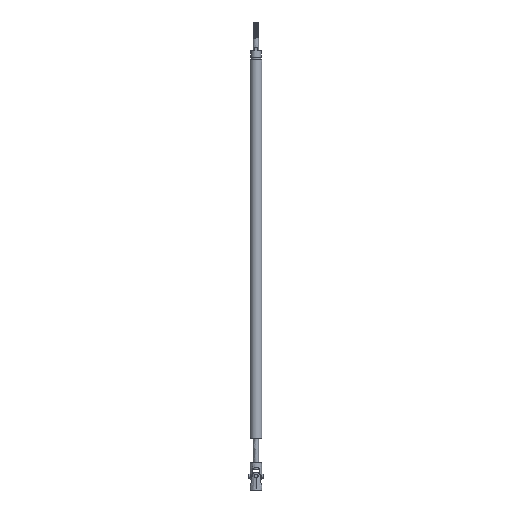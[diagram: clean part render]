
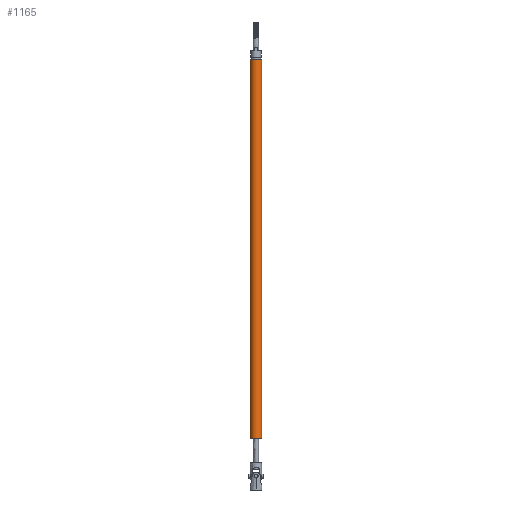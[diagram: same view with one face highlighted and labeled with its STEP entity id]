
A CAD part, front view. The second image highlights one B-rep face of the part: STEP entity #1165.
In plain terms, the highlighted free-form (B-spline) face has degree [2, 1] with [5, 2] control points.
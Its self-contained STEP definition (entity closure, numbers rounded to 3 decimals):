
#1165 = ADVANCED_FACE('',(#1166),#1202,.T.);
#1166 = FACE_BOUND('',#1167,.T.);
#1167 = EDGE_LOOP('',(#1168,#1180,#1187,#1197));
#1168 = ORIENTED_EDGE('',*,*,#1169,.F.);
#1169 = EDGE_CURVE('',#1170,#1172,#1174,.T.);
#1170 = VERTEX_POINT('',#1171);
#1171 = CARTESIAN_POINT('',(-6.429,0.,0.));
#1172 = VERTEX_POINT('',#1173);
#1173 = CARTESIAN_POINT('',(6.429,0.,0.));
#1174 = ( BOUNDED_CURVE() B_SPLINE_CURVE(2,(#1175,#1176,#1177,#1178,
#1179),.UNSPECIFIED.,.F.,.F.) B_SPLINE_CURVE_WITH_KNOTS((3,2,3),(
    3.142,4.712,6.283),
.PIECEWISE_BEZIER_KNOTS.) CURVE() GEOMETRIC_REPRESENTATION_ITEM() 
RATIONAL_B_SPLINE_CURVE((1.,0.707,1.,0.707,1.)) 
REPRESENTATION_ITEM('') );
#1175 = CARTESIAN_POINT('',(-6.429,0.,0.));
#1176 = CARTESIAN_POINT('',(-6.429,-6.429,0.));
#1177 = CARTESIAN_POINT('',(0.,-6.429,0.));
#1178 = CARTESIAN_POINT('',(6.429,-6.429,0.));
#1179 = CARTESIAN_POINT('',(6.429,0.,0.));
#1180 = ORIENTED_EDGE('',*,*,#1181,.F.);
#1181 = EDGE_CURVE('',#1182,#1170,#1184,.T.);
#1182 = VERTEX_POINT('',#1183);
#1183 = CARTESIAN_POINT('',(-6.429,0.,
    419.297));
#1184 = B_SPLINE_CURVE_WITH_KNOTS('',1,(#1185,#1186),.UNSPECIFIED.,.F.,
  .F.,(2,2),(0.,300.),.PIECEWISE_BEZIER_KNOTS.);
#1185 = CARTESIAN_POINT('',(-6.429,0.,419.297));
#1186 = CARTESIAN_POINT('',(-6.429,0.,0.));
#1187 = ORIENTED_EDGE('',*,*,#1188,.F.);
#1188 = EDGE_CURVE('',#1189,#1182,#1191,.T.);
#1189 = VERTEX_POINT('',#1190);
#1190 = CARTESIAN_POINT('',(6.429,0.,
    419.297));
#1191 = ( BOUNDED_CURVE() B_SPLINE_CURVE(2,(#1192,#1193,#1194,#1195,
#1196),.UNSPECIFIED.,.F.,.F.) B_SPLINE_CURVE_WITH_KNOTS((3,2,3),(
    0.,1.571,3.142),
.PIECEWISE_BEZIER_KNOTS.) CURVE() GEOMETRIC_REPRESENTATION_ITEM() 
RATIONAL_B_SPLINE_CURVE((1.,0.707,1.,0.707,1.)) 
REPRESENTATION_ITEM('') );
#1192 = CARTESIAN_POINT('',(6.429,0.,
    419.297));
#1193 = CARTESIAN_POINT('',(6.429,-6.429,
    419.297));
#1194 = CARTESIAN_POINT('',(0.,-6.429,
    419.297));
#1195 = CARTESIAN_POINT('',(-6.429,-6.429,
    419.297));
#1196 = CARTESIAN_POINT('',(-6.429,0.,
    419.297));
#1197 = ORIENTED_EDGE('',*,*,#1198,.F.);
#1198 = EDGE_CURVE('',#1172,#1189,#1199,.T.);
#1199 = B_SPLINE_CURVE_WITH_KNOTS('',1,(#1200,#1201),.UNSPECIFIED.,.F.,
  .F.,(2,2),(0.,300.),.PIECEWISE_BEZIER_KNOTS.);
#1200 = CARTESIAN_POINT('',(6.429,0.,0.));
#1201 = CARTESIAN_POINT('',(6.429,0.,419.297));
#1202 = ( BOUNDED_SURFACE() B_SPLINE_SURFACE(2,1,(
    (#1203,#1204)
    ,(#1205,#1206)
    ,(#1207,#1208)
    ,(#1209,#1210)
    ,(#1211,#1212
)),.UNSPECIFIED.,.F.,.F.,.F.) B_SPLINE_SURFACE_WITH_KNOTS((3,2,3),(2,2),
  (0.,1.571,3.142),(0.,300.),.PIECEWISE_BEZIER_KNOTS.) 
GEOMETRIC_REPRESENTATION_ITEM() RATIONAL_B_SPLINE_SURFACE((
    (1.,1.)
    ,(0.707,0.707)
    ,(1.,1.)
    ,(0.707,0.707)
,(1.,1.))) REPRESENTATION_ITEM('') SURFACE() );
#1203 = CARTESIAN_POINT('',(-6.429,0.,
    419.297));
#1204 = CARTESIAN_POINT('',(-6.429,0.,
    0.));
#1205 = CARTESIAN_POINT('',(-6.429,-6.429,
    419.297));
#1206 = CARTESIAN_POINT('',(-6.429,-6.429,
    0.));
#1207 = CARTESIAN_POINT('',(0.,-6.429,
    419.297));
#1208 = CARTESIAN_POINT('',(0.,-6.429,
    0.));
#1209 = CARTESIAN_POINT('',(6.429,-6.429,
    419.297));
#1210 = CARTESIAN_POINT('',(6.429,-6.429,
    0.));
#1211 = CARTESIAN_POINT('',(6.429,0.,
    419.297));
#1212 = CARTESIAN_POINT('',(6.429,0.,
    0.));
